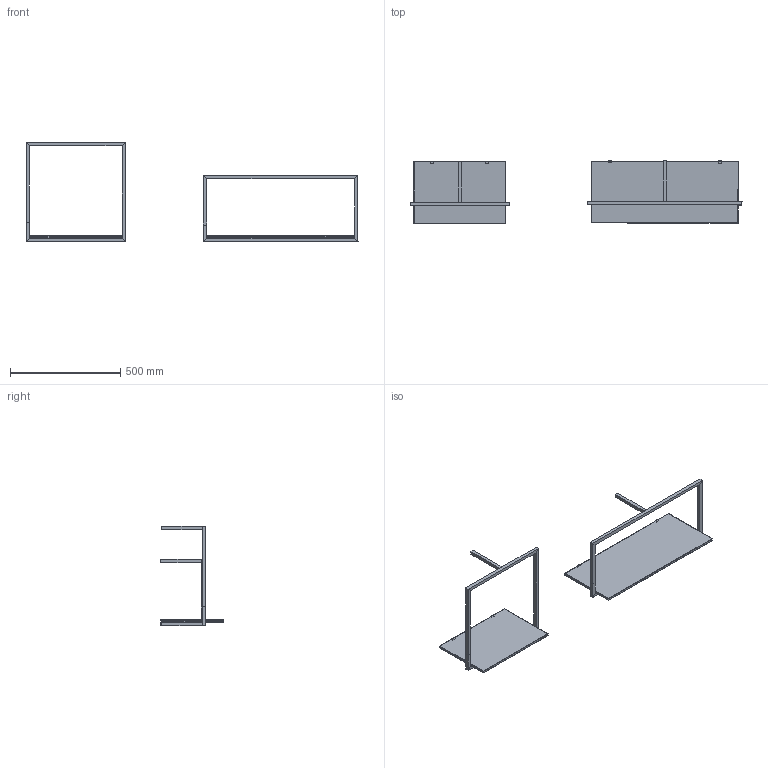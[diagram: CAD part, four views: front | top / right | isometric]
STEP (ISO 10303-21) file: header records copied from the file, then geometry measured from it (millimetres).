
FILE_DESCRIPTION(/* description */ (''),/* implementation_level */ '2;1');
FILE_NAME(/* name */ '9FU8BY~6',/* time_stamp */ '2017-05-31T12:03:50+02:00',/* author */ (''),/* organization */ (''),/* preprocessor_version */ 'ST-DEVELOPER v15',/* originating_system */ '',/* authorisation */ '');
FILE_SCHEMA (('AUTOMOTIVE_DESIGN'));
Length unit declared in the file: millimetre
Products named in the file (1): Document
Bounding box: 1505.4 x 284.15 x 451.1 mm (x, y, z)
Volume: 957485.9 mm3; surface area: 931379.7 mm2
Topology: 13 solids, 39 shells, 163 faces, 405 edges, 286 vertices
Faces by surface type: plane 82, bspline 81
Entity records: 5682 total; most frequent: CARTESIAN_POINT 3011, ORIENTED_EDGE 684, EDGE_CURVE 405, B_SPLINE_CURVE_WITH_KNOTS 353, VERTEX_POINT 286, ADVANCED_FACE 163, FACE_OUTER_BOUND 163, EDGE_LOOP 163
